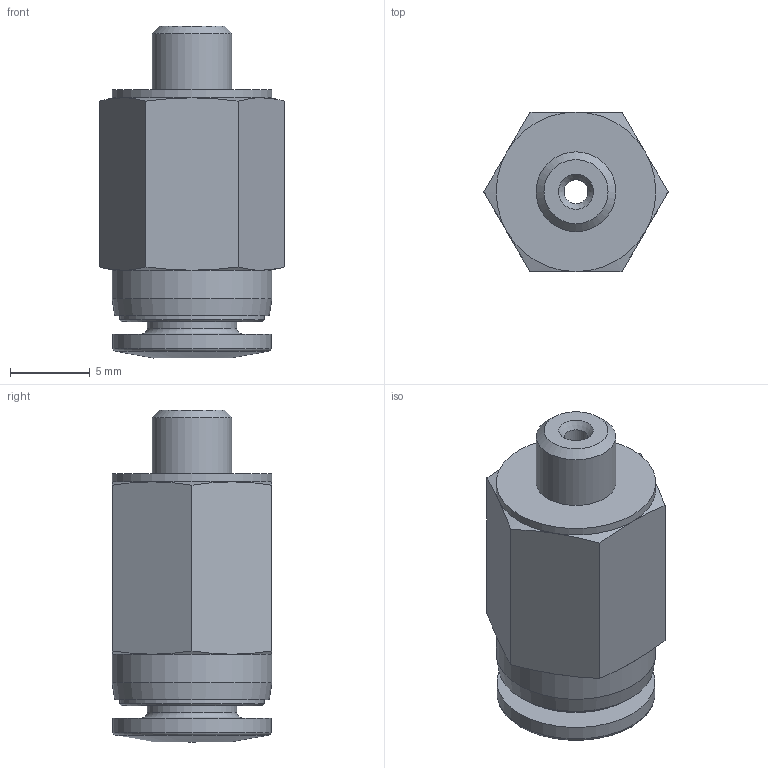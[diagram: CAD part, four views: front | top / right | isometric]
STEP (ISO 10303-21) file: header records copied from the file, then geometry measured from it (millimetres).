
FILE_DESCRIPTION(/* description */ ('STEP AP214'),/* implementation_level */ '2;1');
FILE_NAME(/* name */ '533210_QB-M5-5_32-U-M',/* time_stamp */ '2024-09-14T03:28:46+02:00',/* author */ ('License CC BY-ND 4.0'),/* organization */ ('CADENAS'),/* preprocessor_version */ 'ST-DEVELOPER v19.3',/* originating_system */ 'PARTsolutions',/* authorisation */ ' ');
FILE_SCHEMA (('AUTOMOTIVE_DESIGN {1 0 10303 214 3 1 1}'));
Length unit declared in the file: millimetre
Products named in the file (1): 533210 QB-M5-5/32-U-M
Bounding box: 11.55 x 10 x 20.8 mm (x, y, z)
Volume: 1201.1 mm3; surface area: 1073.7 mm2
Topology: 1 solids, 1 shells, 40 faces, 83 edges, 49 vertices
Faces by surface type: cone 17, plane 12, cylinder 8, torus 3
Full cylindrical faces by diameter (mm): 1.5 x1, 4.2 x1, 5 x1, 5.6 x1, 9.091 x1, 9.9 x1, 10 x2
Entity records: 1265 total; most frequent: CARTESIAN_POINT 221, DIRECTION 154, ORIENTED_EDGE 126, AXIS2_PLACEMENT_3D 74, EDGE_CURVE 63, EDGE_LOOP 62, FACE_BOUND 62, VERTEX_POINT 45
